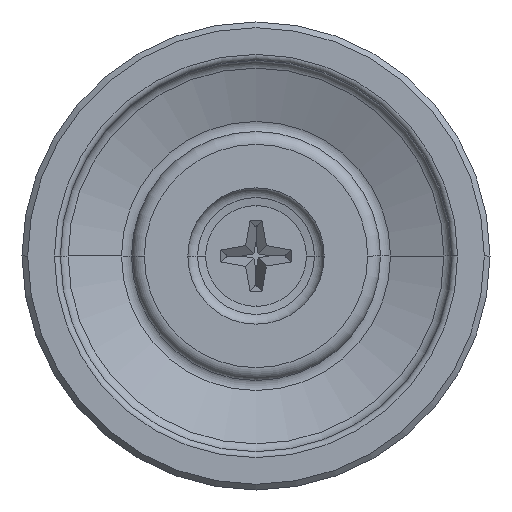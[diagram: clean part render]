
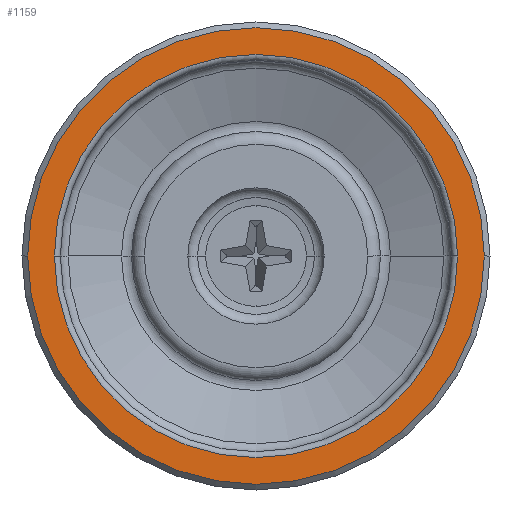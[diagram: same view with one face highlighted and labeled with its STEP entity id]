
A CAD part, front view. The second image highlights one B-rep face of the part: STEP entity #1159.
In plain terms, the highlighted planar face has unit normal (0, -1, 0).
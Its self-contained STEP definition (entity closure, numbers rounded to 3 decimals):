
#304 = CARTESIAN_POINT ( 'NONE',  ( 0., -0.396, 0. ) ) ;
#340 = CARTESIAN_POINT ( 'NONE',  ( 16.5, -0.396, 0. ) ) ;
#382 = EDGE_CURVE ( 'NONE', #2450, #2928, #3096, .T. ) ;
#383 = ORIENTED_EDGE ( 'NONE', *, *, #382, .T. ) ;
#490 = ORIENTED_EDGE ( 'NONE', *, *, #964, .T. ) ;
#555 = DIRECTION ( 'NONE',  ( -1., 0., 0. ) ) ;
#613 = AXIS2_PLACEMENT_3D ( 'NONE', #304, #2083, #555 ) ;
#630 = FACE_OUTER_BOUND ( 'NONE', #2539, .T. ) ;
#701 = AXIS2_PLACEMENT_3D ( 'NONE', #2741, #1219, #2988 ) ;
#756 = VERTEX_POINT ( 'NONE', #2726 ) ;
#844 = CARTESIAN_POINT ( 'NONE',  ( 0., -0.396, 0. ) ) ;
#881 = CIRCLE ( 'NONE', #613, 17. ) ;
#964 = EDGE_CURVE ( 'NONE', #2928, #2450, #1867, .T. ) ;
#1090 = DIRECTION ( 'NONE',  ( -1., 0., 0. ) ) ;
#1106 = DIRECTION ( 'NONE',  ( 0., 1., 0. ) ) ;
#1159 = ADVANCED_FACE ( 'NONE', ( #2661, #630 ), #1866, .F. ) ;
#1189 = CARTESIAN_POINT ( 'NONE',  ( -19.25, -0.396, 0. ) ) ;
#1219 = DIRECTION ( 'NONE',  ( 0., -1., 0. ) ) ;
#1297 = ORIENTED_EDGE ( 'NONE', *, *, #1800, .T. ) ;
#1413 = VERTEX_POINT ( 'NONE', #2065 ) ;
#1511 = DIRECTION ( 'NONE',  ( 0., 1., 0. ) ) ;
#1645 = ORIENTED_EDGE ( 'NONE', *, *, #2141, .T. ) ;
#1800 = EDGE_CURVE ( 'NONE', #1413, #756, #881, .T. ) ;
#1826 = AXIS2_PLACEMENT_3D ( 'NONE', #340, #1106, #2884 ) ;
#1866 = PLANE ( 'NONE',  #1826 ) ;
#1867 = CIRCLE ( 'NONE', #2056, 19.25 ) ;
#2056 = AXIS2_PLACEMENT_3D ( 'NONE', #844, #2613, #1090 ) ;
#2065 = CARTESIAN_POINT ( 'NONE',  ( 17., -0.396, 0. ) ) ;
#2083 = DIRECTION ( 'NONE',  ( 0., 1., 0. ) ) ;
#2141 = EDGE_CURVE ( 'NONE', #756, #1413, #3127, .T. ) ;
#2220 = EDGE_LOOP ( 'NONE', ( #1645, #1297 ) ) ;
#2265 = AXIS2_PLACEMENT_3D ( 'NONE', #3023, #1511, #3284 ) ;
#2450 = VERTEX_POINT ( 'NONE', #1189 ) ;
#2539 = EDGE_LOOP ( 'NONE', ( #383, #490 ) ) ;
#2613 = DIRECTION ( 'NONE',  ( 0., -1., 0. ) ) ;
#2661 = FACE_BOUND ( 'NONE', #2220, .T. ) ;
#2726 = CARTESIAN_POINT ( 'NONE',  ( -17., -0.396, 0. ) ) ;
#2741 = CARTESIAN_POINT ( 'NONE',  ( 0., -0.396, 0. ) ) ;
#2884 = DIRECTION ( 'NONE',  ( -1., 0., 0. ) ) ;
#2928 = VERTEX_POINT ( 'NONE', #3235 ) ;
#2988 = DIRECTION ( 'NONE',  ( -1., 0., 0. ) ) ;
#3023 = CARTESIAN_POINT ( 'NONE',  ( 0., -0.396, 0. ) ) ;
#3096 = CIRCLE ( 'NONE', #701, 19.25 ) ;
#3127 = CIRCLE ( 'NONE', #2265, 17. ) ;
#3235 = CARTESIAN_POINT ( 'NONE',  ( 19.25, -0.396, 0. ) ) ;
#3284 = DIRECTION ( 'NONE',  ( -1., 0., 0. ) ) ;
